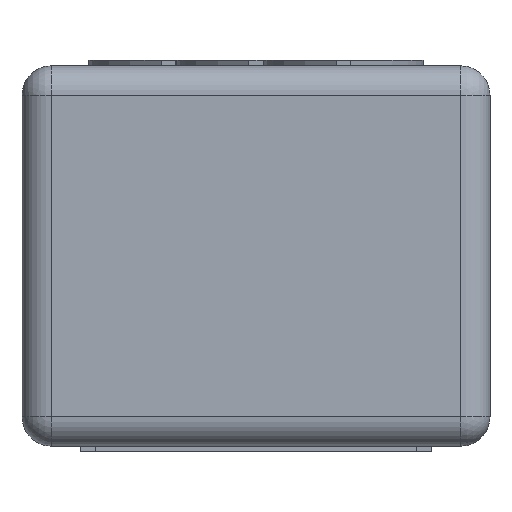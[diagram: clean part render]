
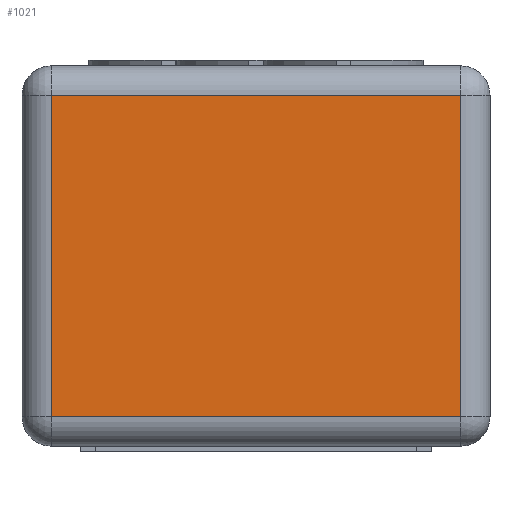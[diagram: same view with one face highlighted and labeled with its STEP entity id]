
A CAD part, left-side view. The second image highlights one B-rep face of the part: STEP entity #1021.
In plain terms, the highlighted planar face has unit normal (-1, 0, 0).
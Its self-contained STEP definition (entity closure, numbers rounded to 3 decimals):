
#133 = CARTESIAN_POINT ( 'NONE',  ( -0.8, -0.35, 0.05 ) ) ;
#178 = ORIENTED_EDGE ( 'NONE', *, *, #2158, .T. ) ;
#269 = DIRECTION ( 'NONE',  ( 0., -1., 0. ) ) ;
#337 = EDGE_LOOP ( 'NONE', ( #453, #508, #178, #2410 ) ) ;
#453 = ORIENTED_EDGE ( 'NONE', *, *, #2272, .T. ) ;
#484 = PLANE ( 'NONE',  #1867 ) ;
#508 = ORIENTED_EDGE ( 'NONE', *, *, #1302, .T. ) ;
#682 = VECTOR ( 'NONE', #1932, 1000. ) ;
#735 = VECTOR ( 'NONE', #1217, 1000. ) ;
#813 = LINE ( 'NONE', #1559, #1753 ) ;
#837 = CARTESIAN_POINT ( 'NONE',  ( -0.8, 0.35, 0.65 ) ) ;
#863 = FACE_OUTER_BOUND ( 'NONE', #337, .T. ) ;
#951 = EDGE_CURVE ( 'NONE', #1565, #1931, #1177, .T. ) ;
#1021 = ADVANCED_FACE ( 'NONE', ( #863 ), #484, .F. ) ;
#1038 = LINE ( 'NONE', #1373, #735 ) ;
#1112 = VECTOR ( 'NONE', #1409, 1000. ) ;
#1151 = CARTESIAN_POINT ( 'NONE',  ( -0.8, 0.35, 0.05 ) ) ;
#1177 = LINE ( 'NONE', #837, #682 ) ;
#1217 = DIRECTION ( 'NONE',  ( 0., 0., 1. ) ) ;
#1223 = CARTESIAN_POINT ( 'NONE',  ( -0.8, 0.4, 0.65 ) ) ;
#1238 = CARTESIAN_POINT ( 'NONE',  ( -0.8, 0.4, 0.6 ) ) ;
#1302 = EDGE_CURVE ( 'NONE', #1418, #1539, #1038, .T. ) ;
#1373 = CARTESIAN_POINT ( 'NONE',  ( -0.8, -0.35, 0.65 ) ) ;
#1409 = DIRECTION ( 'NONE',  ( 0., 1., 0. ) ) ;
#1418 = VERTEX_POINT ( 'NONE', #133 ) ;
#1463 = DIRECTION ( 'NONE',  ( 1., 0., 0. ) ) ;
#1539 = VERTEX_POINT ( 'NONE', #1633 ) ;
#1559 = CARTESIAN_POINT ( 'NONE',  ( -0.8, 0.4, 0.05 ) ) ;
#1565 = VERTEX_POINT ( 'NONE', #2384 ) ;
#1633 = CARTESIAN_POINT ( 'NONE',  ( -0.8, -0.35, 0.6 ) ) ;
#1753 = VECTOR ( 'NONE', #269, 1000. ) ;
#1867 = AXIS2_PLACEMENT_3D ( 'NONE', #1223, #1463, #1979 ) ;
#1931 = VERTEX_POINT ( 'NONE', #1151 ) ;
#1932 = DIRECTION ( 'NONE',  ( 0., 0., -1. ) ) ;
#1979 = DIRECTION ( 'NONE',  ( 0., 1., 0. ) ) ;
#2158 = EDGE_CURVE ( 'NONE', #1539, #1565, #2378, .T. ) ;
#2272 = EDGE_CURVE ( 'NONE', #1931, #1418, #813, .T. ) ;
#2378 = LINE ( 'NONE', #1238, #1112 ) ;
#2384 = CARTESIAN_POINT ( 'NONE',  ( -0.8, 0.35, 0.6 ) ) ;
#2410 = ORIENTED_EDGE ( 'NONE', *, *, #951, .T. ) ;
